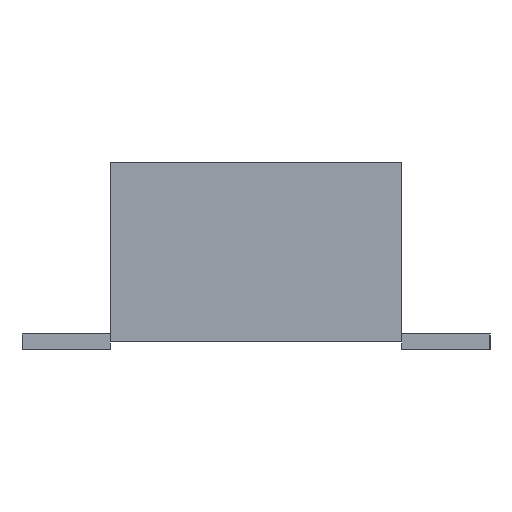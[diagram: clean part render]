
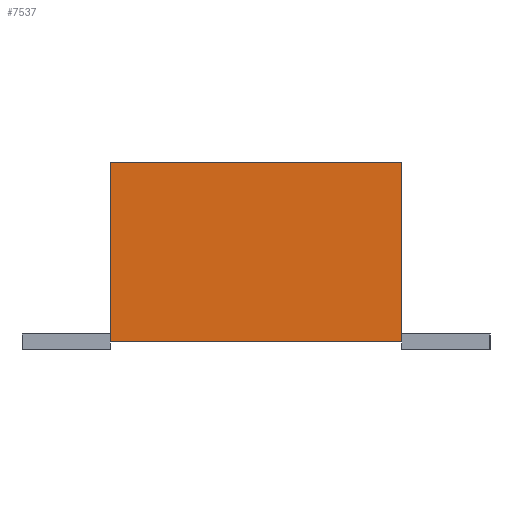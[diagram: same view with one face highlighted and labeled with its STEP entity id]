
A CAD part, left-side view. The second image highlights one B-rep face of the part: STEP entity #7537.
In plain terms, the highlighted planar face has unit normal (-1, 0, 0).
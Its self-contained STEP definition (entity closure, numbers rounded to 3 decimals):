
#813 = VECTOR ( 'NONE', #19901, 1000. ) ;
#1268 = LINE ( 'NONE', #11138, #19572 ) ;
#1365 = EDGE_CURVE ( 'NONE', #10122, #9368, #12474, .T. ) ;
#1485 = VERTEX_POINT ( 'NONE', #11941 ) ;
#1511 = ORIENTED_EDGE ( 'NONE', *, *, #14083, .T. ) ;
#1516 = VECTOR ( 'NONE', #17378, 1000. ) ;
#1685 = ORIENTED_EDGE ( 'NONE', *, *, #2006, .T. ) ;
#2006 = EDGE_CURVE ( 'NONE', #10122, #17715, #1268, .T. ) ;
#2007 = CARTESIAN_POINT ( 'NONE',  ( -7.76, -0.925, 1.14 ) ) ;
#2403 = LINE ( 'NONE', #16339, #8584 ) ;
#2784 = ORIENTED_EDGE ( 'NONE', *, *, #1365, .F. ) ;
#2872 = CARTESIAN_POINT ( 'NONE',  ( -7.76, -0.925, 1.14 ) ) ;
#3115 = EDGE_CURVE ( 'NONE', #9368, #1485, #2403, .T. ) ;
#4323 = CARTESIAN_POINT ( 'NONE',  ( -7.76, 0.925, 0. ) ) ;
#4337 = CARTESIAN_POINT ( 'NONE',  ( -7.76, -0.925, 1.14 ) ) ;
#5567 = EDGE_LOOP ( 'NONE', ( #1511, #11728, #2784, #1685 ) ) ;
#6542 = DIRECTION ( 'NONE',  ( 0., 0., -1. ) ) ;
#7250 = CARTESIAN_POINT ( 'NONE',  ( -7.76, 0.925, 1.14 ) ) ;
#7537 = ADVANCED_FACE ( 'NONE', ( #19101 ), #14583, .F. ) ;
#8316 = DIRECTION ( 'NONE',  ( 1., 0., 0. ) ) ;
#8584 = VECTOR ( 'NONE', #11586, 1000. ) ;
#9368 = VERTEX_POINT ( 'NONE', #2872 ) ;
#10122 = VERTEX_POINT ( 'NONE', #7250 ) ;
#11138 = CARTESIAN_POINT ( 'NONE',  ( -7.76, 0.925, 1.14 ) ) ;
#11586 = DIRECTION ( 'NONE',  ( 0., 0., -1. ) ) ;
#11728 = ORIENTED_EDGE ( 'NONE', *, *, #3115, .F. ) ;
#11941 = CARTESIAN_POINT ( 'NONE',  ( -7.76, -0.925, 0. ) ) ;
#12474 = LINE ( 'NONE', #4337, #1516 ) ;
#12785 = DIRECTION ( 'NONE',  ( 0., 0., -1. ) ) ;
#13291 = LINE ( 'NONE', #15147, #813 ) ;
#14083 = EDGE_CURVE ( 'NONE', #17715, #1485, #13291, .T. ) ;
#14583 = PLANE ( 'NONE',  #14678 ) ;
#14678 = AXIS2_PLACEMENT_3D ( 'NONE', #2007, #8316, #6542 ) ;
#15147 = CARTESIAN_POINT ( 'NONE',  ( -7.76, -0.925, 0. ) ) ;
#16339 = CARTESIAN_POINT ( 'NONE',  ( -7.76, -0.925, 1.14 ) ) ;
#17378 = DIRECTION ( 'NONE',  ( 0., -1., 0. ) ) ;
#17715 = VERTEX_POINT ( 'NONE', #4323 ) ;
#19101 = FACE_OUTER_BOUND ( 'NONE', #5567, .T. ) ;
#19572 = VECTOR ( 'NONE', #12785, 1000. ) ;
#19901 = DIRECTION ( 'NONE',  ( 0., -1., 0. ) ) ;
